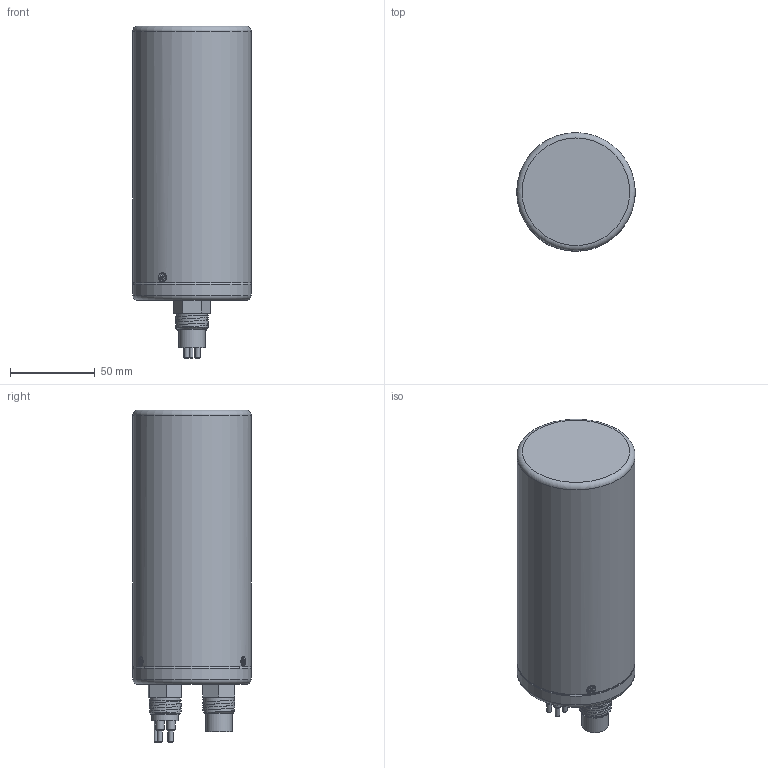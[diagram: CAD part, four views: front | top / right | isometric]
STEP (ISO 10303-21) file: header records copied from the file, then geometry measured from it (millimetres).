
FILE_DESCRIPTION(/* description */ (''),/* implementation_level */ '2;1');
FILE_NAME(/* name */ 'AR104_Fusion4_DriverBottle.stp',/* time_stamp */ '2022-10-05T15:24:54-04:00',/* author */ ('lfrey'),/* organization */ (''),/* preprocessor_version */ 'ST-DEVELOPER v19',/* originating_system */ 'Autodesk Inventor 2023',/* authorisation */ '');
FILE_SCHEMA (('AUTOMOTIVE_DESIGN { 1 0 10303 214 3 1 1 }'));
Products named in the file (1): Fusion4_DriverBottle
Bounding box: 69.96 x 69.85 x 195.93 mm (x, y, z)
Volume: 349385.6 mm3; surface area: 83120.2 mm2
Topology: 1 solids, 6 shells, 585 faces, 1525 edges, 1002 vertices
Faces by surface type: plane 227, cylinder 131, bspline 128, cone 74, torus 25
Full cylindrical faces by diameter (mm): 1.5 x12, 1.7 x22, 1.702 x2, 2 x1, 2.159 x3, 2.642 x2, 2.8 x4, 2.845 x3, 2.946 x3, 3 x8, 4.8 x4, 4.953 x3, 9.5 x2, 9.728 x28, 12.5 x2, 15.5 x2, 16 x2, 17.9 x4, 19 x4, 49.759 x1, 53.924 x2, 54.026 x1, 69.85 x2
Entity records: 35963 total; most frequent: CARTESIAN_POINT 22052, ORIENTED_EDGE 3030, DIRECTION 2213, EDGE_CURVE 1515, VERTEX_POINT 1002, AXIS2_PLACEMENT_3D 756, LINE 701, VECTOR 701
